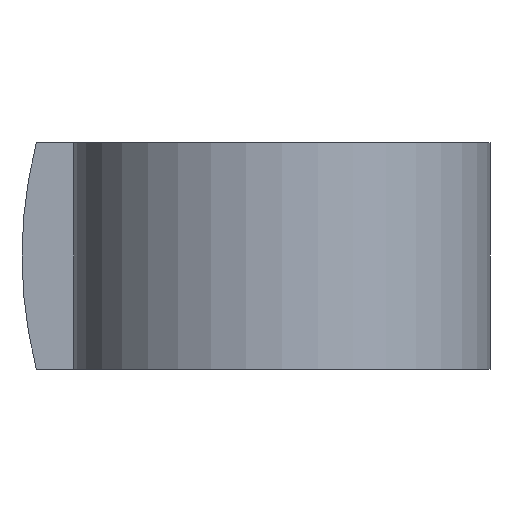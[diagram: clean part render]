
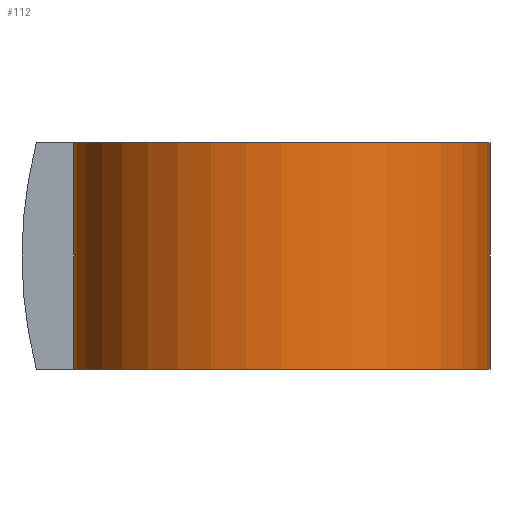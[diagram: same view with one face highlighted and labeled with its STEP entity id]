
A CAD part, front view. The second image highlights one B-rep face of the part: STEP entity #112.
In plain terms, the highlighted cylindrical face has radius 11.684 mm (diameter 23.368 mm), a partial arc.
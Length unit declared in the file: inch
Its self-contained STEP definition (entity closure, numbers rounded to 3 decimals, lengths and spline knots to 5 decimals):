
#3 = VERTEX_POINT ( 'NONE', #331 ) ;
#10 = ORIENTED_EDGE ( 'NONE', *, *, #247, .T. ) ;
#21 = EDGE_CURVE ( 'NONE', #175, #305, #153, .T. ) ;
#27 = DIRECTION ( 'NONE',  ( 0., 0., 1. ) ) ;
#39 = VECTOR ( 'NONE', #434, 39.37008 ) ;
#50 = LINE ( 'NONE', #232, #291 ) ;
#76 = LINE ( 'NONE', #350, #39 ) ;
#92 = ORIENTED_EDGE ( 'NONE', *, *, #21, .T. ) ;
#112 = ADVANCED_FACE ( 'NONE', ( #325 ), #269, .T. ) ;
#125 = CARTESIAN_POINT ( 'NONE',  ( 0., 0., 0.25 ) ) ;
#138 = CARTESIAN_POINT ( 'NONE',  ( 0.46, 0., -0.25 ) ) ;
#141 = AXIS2_PLACEMENT_3D ( 'NONE', #381, #27, #343 ) ;
#153 = CIRCLE ( 'NONE', #243, 0.46 ) ;
#166 = EDGE_CURVE ( 'NONE', #228, #3, #170, .T. ) ;
#169 = EDGE_LOOP ( 'NONE', ( #191, #427, #10, #92 ) ) ;
#170 = CIRCLE ( 'NONE', #141, 0.46 ) ;
#175 = VERTEX_POINT ( 'NONE', #264 ) ;
#182 = EDGE_CURVE ( 'NONE', #3, #305, #50, .T. ) ;
#191 = ORIENTED_EDGE ( 'NONE', *, *, #182, .F. ) ;
#228 = VERTEX_POINT ( 'NONE', #467 ) ;
#229 = DIRECTION ( 'NONE',  ( -1., 0., 0. ) ) ;
#232 = CARTESIAN_POINT ( 'NONE',  ( 0.46, 0., 0.25 ) ) ;
#243 = AXIS2_PLACEMENT_3D ( 'NONE', #415, #333, #376 ) ;
#247 = EDGE_CURVE ( 'NONE', #228, #175, #76, .T. ) ;
#264 = CARTESIAN_POINT ( 'NONE',  ( -0.46, 0., -0.25 ) ) ;
#269 = CYLINDRICAL_SURFACE ( 'NONE', #369, 0.46 ) ;
#291 = VECTOR ( 'NONE', #438, 39.37008 ) ;
#305 = VERTEX_POINT ( 'NONE', #138 ) ;
#325 = FACE_OUTER_BOUND ( 'NONE', #169, .T. ) ;
#331 = CARTESIAN_POINT ( 'NONE',  ( 0.46, 0., 0.25 ) ) ;
#333 = DIRECTION ( 'NONE',  ( 0., 0., 1. ) ) ;
#343 = DIRECTION ( 'NONE',  ( 1., 0., 0. ) ) ;
#350 = CARTESIAN_POINT ( 'NONE',  ( -0.46, 0., 0.25 ) ) ;
#369 = AXIS2_PLACEMENT_3D ( 'NONE', #125, #461, #229 ) ;
#376 = DIRECTION ( 'NONE',  ( 1., 0., 0. ) ) ;
#381 = CARTESIAN_POINT ( 'NONE',  ( 0., 0., 0.25 ) ) ;
#415 = CARTESIAN_POINT ( 'NONE',  ( 0., 0., -0.25 ) ) ;
#427 = ORIENTED_EDGE ( 'NONE', *, *, #166, .F. ) ;
#434 = DIRECTION ( 'NONE',  ( 0., 0., -1. ) ) ;
#438 = DIRECTION ( 'NONE',  ( 0., 0., -1. ) ) ;
#461 = DIRECTION ( 'NONE',  ( 0., 0., -1. ) ) ;
#467 = CARTESIAN_POINT ( 'NONE',  ( -0.46, 0., 0.25 ) ) ;
